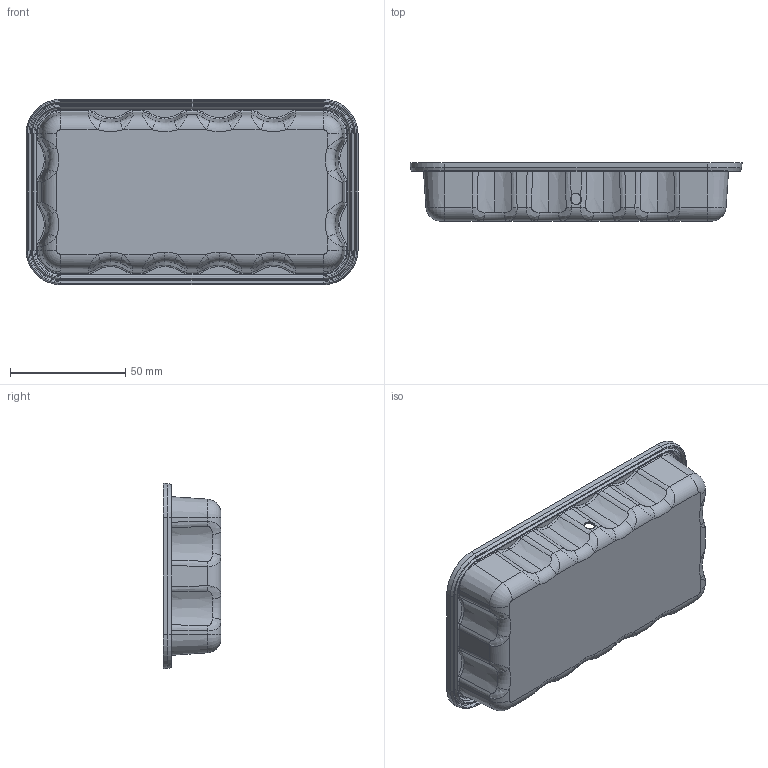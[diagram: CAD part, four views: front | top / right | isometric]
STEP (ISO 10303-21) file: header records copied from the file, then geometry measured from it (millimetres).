
FILE_DESCRIPTION (( 'STEP AP214' ), '1' );
FILE_NAME ('1015-965-CLR.STEP', '2009-08-12T00:32:36', ( ' ' ), ( ' ' ), 'SwSTEP 2.0', 'SolidWorks 2007', '' );
FILE_SCHEMA (( 'AUTOMOTIVE_DESIGN' ));
Length unit declared in the file: inch
Products named in the file (1): 1015-965-CLR
Bounding box: 143.94 x 25.15 x 80.44 mm (x, y, z)
Volume: 31270.3 mm3; surface area: 41130.1 mm2
Topology: 1 solids, 1 shells, 466 faces, 1074 edges, 610 vertices
Faces by surface type: bspline 150, torus 96, cylinder 89, cone 68, plane 63
Entity records: 23365 total; most frequent: CARTESIAN_POINT 9631, ORIENTED_EDGE 2148, DIRECTION 1900, EDGE_CURVE 1074, AXIS2_PLACEMENT_3D 821, VERTEX_POINT 610, CIRCLE 504, EDGE_LOOP 468
